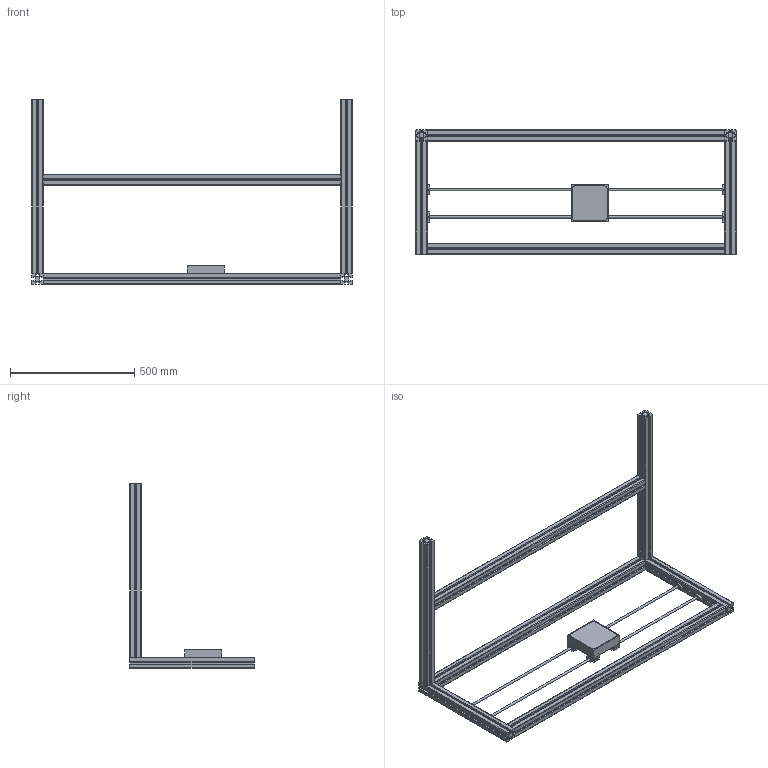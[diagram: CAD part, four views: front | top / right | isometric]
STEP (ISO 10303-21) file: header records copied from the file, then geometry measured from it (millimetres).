
FILE_DESCRIPTION(('FreeCAD Model'),'2;1');
FILE_NAME('ACR.step', '2013-09-07T21:44:34',('FreeCAD'),('FreeCAD'), 'Open CASCADE STEP processor 6.3','FreeCAD','Unknown');
FILE_SCHEMA(('AUTOMOTIVE_DESIGN_CC2 { 1 2 10303 214 -1 1 5 4 }'));
Length unit declared in the file: millimetre
Products named in the file (4): frame; linear_rails; table; mounting_frame_lower_1200
Bounding box: 1290 x 500 x 745 mm (x, y, z)
Volume: 8148056.2 mm3; surface area: 2313973 mm2
Topology: 7 solids, 27 shells, 812 faces, 2230 edges, 1441 vertices
Faces by surface type: plane 646, cylinder 166
Full cylindrical faces by diameter (mm): 5 x9, 10 x2
Entity records: 56119 total; most frequent: CARTESIAN_POINT 10261, DIRECTION 8398, LINE 5658, VECTOR 5658, ORIENTED_EDGE 4400, PCURVE 4392, DEFINITIONAL_REPRESENTATION 4392, EDGE_CURVE 2230
